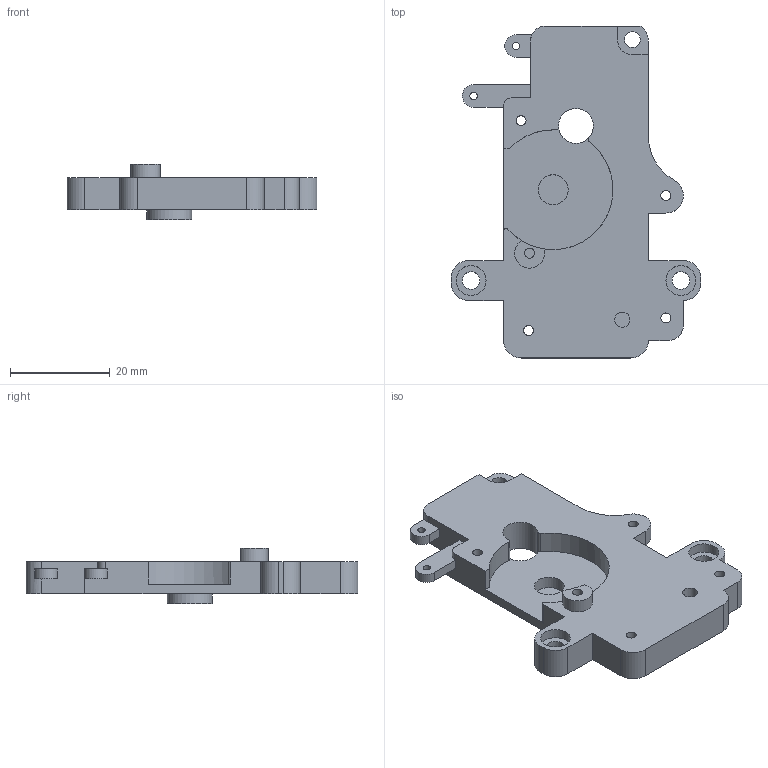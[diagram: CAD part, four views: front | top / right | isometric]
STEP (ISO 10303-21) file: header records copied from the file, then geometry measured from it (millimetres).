
FILE_DESCRIPTION (( 'STEP AP203' ), '1' );
FILE_NAME ('Q2撥堤儂掖醱.STEP', '2025-09-24T01:57:43', ( '' ), ( '' ), 'SwSTEP 2.0', 'SolidWorks 2024', '' );
FILE_SCHEMA (( 'CONFIG_CONTROL_DESIGN' ));
Length unit declared in the file: millimetre
Products named in the file (1): Q2挤出机背面
Bounding box: 50 x 66.45 x 11.15 mm (x, y, z)
Volume: 8889 mm3; surface area: 8010.4 mm2
Topology: 1 solids, 1 shells, 138 faces, 367 edges, 246 vertices
Faces by surface type: plane 88, cylinder 50
Full cylindrical faces by diameter (mm): 1.5 x2, 2 x5, 3 x1, 3.2 x1, 3.5 x2, 6 x3, 7 x1, 9 x1
Entity records: 4300 total; most frequent: DIRECTION 729, CARTESIAN_POINT 726, ORIENTED_EDGE 692, EDGE_CURVE 346, AXIS2_PLACEMENT_3D 244, LINE 241, VERTEX_POINT 241, VECTOR 241
